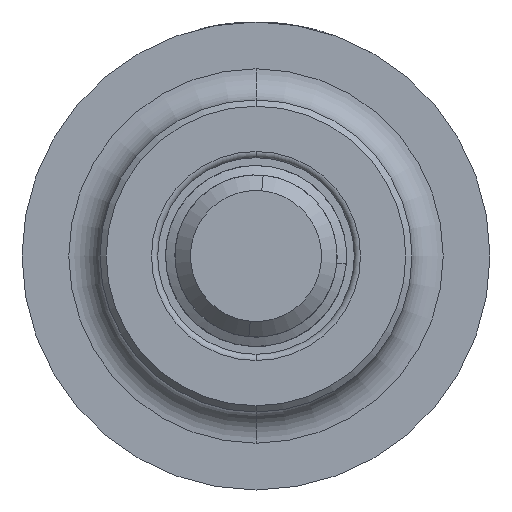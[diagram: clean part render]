
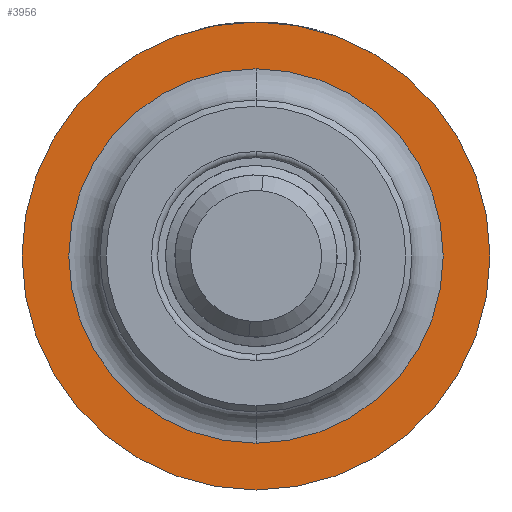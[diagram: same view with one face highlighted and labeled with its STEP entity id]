
A CAD part, front view. The second image highlights one B-rep face of the part: STEP entity #3956.
In plain terms, the highlighted planar face has unit normal (0, -1, 0).
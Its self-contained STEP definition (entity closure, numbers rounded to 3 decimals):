
#15 = ORIENTED_EDGE ( 'NONE', *, *, #5004, .T. ) ;
#123 = DIRECTION ( 'NONE',  ( 0., 0., -1. ) ) ;
#188 = VERTEX_POINT ( 'NONE', #5514 ) ;
#347 = ORIENTED_EDGE ( 'NONE', *, *, #5218, .T. ) ;
#632 = VERTEX_POINT ( 'NONE', #3772 ) ;
#862 = EDGE_CURVE ( 'NONE', #5645, #632, #5102, .T. ) ;
#925 = FACE_BOUND ( 'NONE', #2295, .T. ) ;
#950 = DIRECTION ( 'NONE',  ( 0., -1., 0. ) ) ;
#1623 = EDGE_LOOP ( 'NONE', ( #15, #347 ) ) ;
#1970 = AXIS2_PLACEMENT_3D ( 'NONE', #5134, #950, #3074 ) ;
#2152 = CARTESIAN_POINT ( 'NONE',  ( 0., 12.42, 0. ) ) ;
#2219 = FACE_OUTER_BOUND ( 'NONE', #1623, .T. ) ;
#2233 = CARTESIAN_POINT ( 'NONE',  ( 0., 12.42, -7.5 ) ) ;
#2295 = EDGE_LOOP ( 'NONE', ( #6332, #5364 ) ) ;
#2443 = DIRECTION ( 'NONE',  ( 0., 0., -1. ) ) ;
#2451 = PLANE ( 'NONE',  #3056 ) ;
#2568 = CARTESIAN_POINT ( 'NONE',  ( 0., 12.42, 6. ) ) ;
#2619 = EDGE_CURVE ( 'NONE', #632, #5645, #6084, .T. ) ;
#2958 = DIRECTION ( 'NONE',  ( 0., -1., 0. ) ) ;
#3056 = AXIS2_PLACEMENT_3D ( 'NONE', #3616, #2958, #6628 ) ;
#3074 = DIRECTION ( 'NONE',  ( 0., 0., -1. ) ) ;
#3357 = CIRCLE ( 'NONE', #4057, 7.5 ) ;
#3526 = DIRECTION ( 'NONE',  ( 0., -1., 0. ) ) ;
#3616 = CARTESIAN_POINT ( 'NONE',  ( 6., 12.42, 0. ) ) ;
#3755 = AXIS2_PLACEMENT_3D ( 'NONE', #5573, #4029, #2443 ) ;
#3772 = CARTESIAN_POINT ( 'NONE',  ( 0., 12.42, -6. ) ) ;
#3956 = ADVANCED_FACE ( 'NONE', ( #2219, #925 ), #2451, .T. ) ;
#4029 = DIRECTION ( 'NONE',  ( 0., -1., 0. ) ) ;
#4057 = AXIS2_PLACEMENT_3D ( 'NONE', #2152, #5239, #123 ) ;
#4112 = DIRECTION ( 'NONE',  ( 0., 0., -1. ) ) ;
#4339 = CIRCLE ( 'NONE', #1970, 7.5 ) ;
#4689 = AXIS2_PLACEMENT_3D ( 'NONE', #6700, #3526, #4112 ) ;
#5004 = EDGE_CURVE ( 'NONE', #6708, #188, #3357, .T. ) ;
#5102 = CIRCLE ( 'NONE', #3755, 6. ) ;
#5134 = CARTESIAN_POINT ( 'NONE',  ( 0., 12.42, 0. ) ) ;
#5218 = EDGE_CURVE ( 'NONE', #188, #6708, #4339, .T. ) ;
#5239 = DIRECTION ( 'NONE',  ( 0., -1., 0. ) ) ;
#5364 = ORIENTED_EDGE ( 'NONE', *, *, #862, .F. ) ;
#5514 = CARTESIAN_POINT ( 'NONE',  ( 0., 12.42, 7.5 ) ) ;
#5573 = CARTESIAN_POINT ( 'NONE',  ( 0., 12.42, 0. ) ) ;
#5645 = VERTEX_POINT ( 'NONE', #2568 ) ;
#6084 = CIRCLE ( 'NONE', #4689, 6. ) ;
#6332 = ORIENTED_EDGE ( 'NONE', *, *, #2619, .F. ) ;
#6628 = DIRECTION ( 'NONE',  ( 0., 0., -1. ) ) ;
#6700 = CARTESIAN_POINT ( 'NONE',  ( 0., 12.42, 0. ) ) ;
#6708 = VERTEX_POINT ( 'NONE', #2233 ) ;
